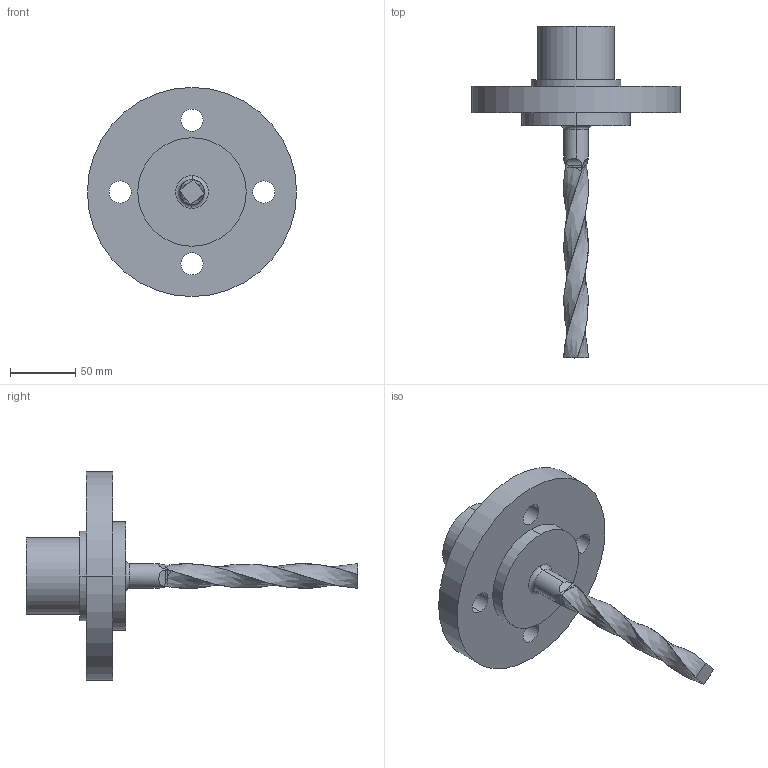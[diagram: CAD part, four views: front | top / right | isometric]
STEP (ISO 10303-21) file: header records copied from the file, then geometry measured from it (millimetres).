
FILE_DESCRIPTION((''),'2;1');
FILE_NAME('00114-7002-D0102_ASM','2017-10-04T',('johnarm'),('Rosemount Measurement Division'),'CREO PARAMETRIC BY PTC INC, 2016050','CREO PARAMETRIC BY PTC INC, 2016050','');
FILE_SCHEMA(('CONFIG_CONTROL_DESIGN'));
Length unit declared in the file: millimetre
Products named in the file (3): 00114-7002-D0006; 00114-7002-D0007; 00114-7002-D0102_ASM
Assembly tree (2 placements, depth 2):
  00114-7002-D0102_ASM
    00114-7002-D0006
    00114-7002-D0007
Bounding box: 160 x 254 x 160 mm (x, y, z)
Volume: 593983.2 mm3; surface area: 94811.9 mm2
Topology: 2 solids, 3 shells, 69 faces, 168 edges, 107 vertices
Faces by surface type: cylinder 28, bspline 16, plane 13, cone 8, torus 4
Entity records: 3023 total; most frequent: CARTESIAN_POINT 1398, ORIENTED_EDGE 328, DIRECTION 304, EDGE_CURVE 166, AXIS2_PLACEMENT_3D 132, VERTEX_POINT 107, EDGE_LOOP 85, CIRCLE 72
